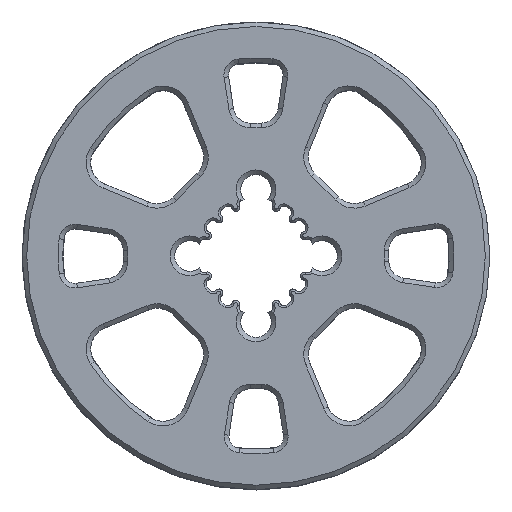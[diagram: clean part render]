
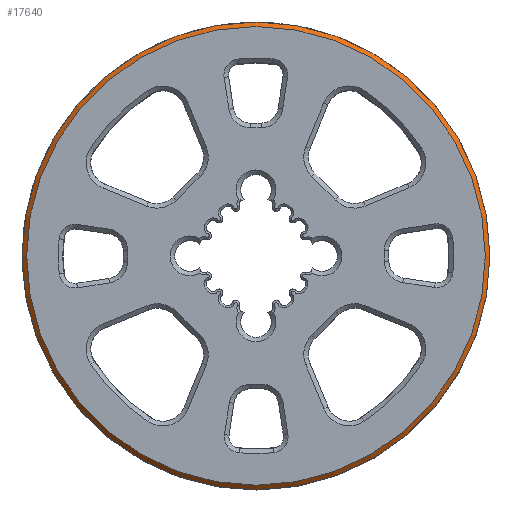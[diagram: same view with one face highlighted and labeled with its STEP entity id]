
A CAD part, top view. The second image highlights one B-rep face of the part: STEP entity #17640.
In plain terms, the highlighted conical face has half-angle 45 degrees and reference radius 20.516 mm.
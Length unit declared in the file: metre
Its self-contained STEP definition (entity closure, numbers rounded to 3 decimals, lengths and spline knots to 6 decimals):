
#74=CONICAL_SURFACE('',#19019,0.020516,0.785);
#1284=CIRCLE('',#18941,0.020516);
#1317=CIRCLE('',#19020,0.020116);
#6120=ORIENTED_EDGE('',*,*,#9081,.F.);
#6121=ORIENTED_EDGE('',*,*,#9174,.T.);
#9081=EDGE_CURVE('',#10986,#10986,#1284,.T.);
#9174=EDGE_CURVE('',#11027,#11027,#1317,.T.);
#10986=VERTEX_POINT('',#31761);
#11027=VERTEX_POINT('',#31941);
#15737=EDGE_LOOP('',(#6120));
#15738=EDGE_LOOP('',(#6121));
#16648=FACE_BOUND('',#15737,.T.);
#16649=FACE_BOUND('',#15738,.T.);
#17640=ADVANCED_FACE('',(#16648,#16649),#74,.T.);
#18941=AXIS2_PLACEMENT_3D('',#31760,#23286,#23287);
#19019=AXIS2_PLACEMENT_3D('',#31939,#23502,#23503);
#19020=AXIS2_PLACEMENT_3D('',#31940,#23504,#23505);
#23286=DIRECTION('',(0.,0.,-1.));
#23287=DIRECTION('',(-1.,0.,0.));
#23502=DIRECTION('',(0.,0.,-1.));
#23503=DIRECTION('',(-1.,0.,0.));
#23504=DIRECTION('',(0.,0.,-1.));
#23505=DIRECTION('',(-1.,0.,0.));
#31760=CARTESIAN_POINT('',(0.,0.,0.012849));
#31761=CARTESIAN_POINT('',(-0.020516,0.,0.012849));
#31939=CARTESIAN_POINT('',(0.,0.,0.012849));
#31940=CARTESIAN_POINT('',(0.,0.,0.013249));
#31941=CARTESIAN_POINT('',(-0.020116,0.,0.013249));
